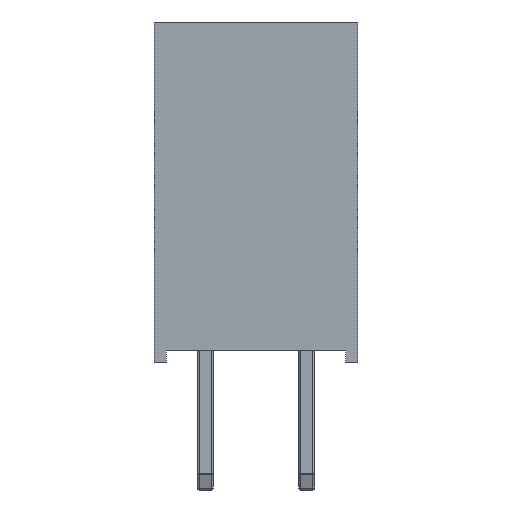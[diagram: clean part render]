
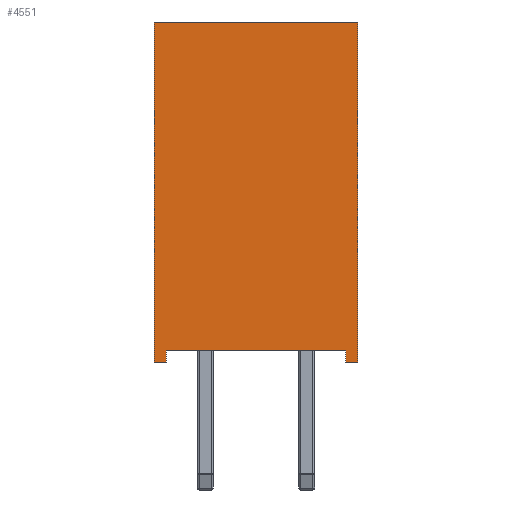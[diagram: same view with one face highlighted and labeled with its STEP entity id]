
A CAD part, left-side view. The second image highlights one B-rep face of the part: STEP entity #4551.
In plain terms, the highlighted planar face has unit normal (-1, 0, 0).
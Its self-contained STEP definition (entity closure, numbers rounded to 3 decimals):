
#578=FACE_OUTER_BOUND('',#868,.T.);
#868=EDGE_LOOP('',(#2928,#2929,#2930,#2931,#2932,#2933,#2934,#2935));
#1190=LINE('',#7076,#1538);
#1191=LINE('',#7079,#1539);
#1193=LINE('',#7083,#1541);
#1194=LINE('',#7085,#1542);
#1195=LINE('',#7087,#1543);
#1196=LINE('',#7089,#1544);
#1197=LINE('',#7091,#1545);
#1198=LINE('',#7092,#1546);
#1538=VECTOR('',#5521,10.);
#1539=VECTOR('',#5524,10.);
#1541=VECTOR('',#5528,10.);
#1542=VECTOR('',#5529,10.);
#1543=VECTOR('',#5530,10.);
#1544=VECTOR('',#5531,10.);
#1545=VECTOR('',#5532,10.);
#1546=VECTOR('',#5533,10.);
#1884=VERTEX_POINT('',#7072);
#1885=VERTEX_POINT('',#7074);
#1886=VERTEX_POINT('',#7078);
#1887=VERTEX_POINT('',#7082);
#1888=VERTEX_POINT('',#7084);
#1889=VERTEX_POINT('',#7086);
#1890=VERTEX_POINT('',#7088);
#1891=VERTEX_POINT('',#7090);
#2262=EDGE_CURVE('',#1884,#1885,#1190,.T.);
#2263=EDGE_CURVE('',#1886,#1884,#1191,.T.);
#2265=EDGE_CURVE('',#1885,#1887,#1193,.T.);
#2266=EDGE_CURVE('',#1887,#1888,#1194,.T.);
#2267=EDGE_CURVE('',#1888,#1889,#1195,.T.);
#2268=EDGE_CURVE('',#1889,#1890,#1196,.T.);
#2269=EDGE_CURVE('',#1891,#1890,#1197,.T.);
#2270=EDGE_CURVE('',#1886,#1891,#1198,.T.);
#2928=ORIENTED_EDGE('',*,*,#2265,.T.);
#2929=ORIENTED_EDGE('',*,*,#2266,.T.);
#2930=ORIENTED_EDGE('',*,*,#2267,.T.);
#2931=ORIENTED_EDGE('',*,*,#2268,.T.);
#2932=ORIENTED_EDGE('',*,*,#2269,.F.);
#2933=ORIENTED_EDGE('',*,*,#2270,.F.);
#2934=ORIENTED_EDGE('',*,*,#2263,.T.);
#2935=ORIENTED_EDGE('',*,*,#2262,.T.);
#4222=PLANE('',#4895);
#4551=ADVANCED_FACE('',(#578),#4222,.T.);
#4895=AXIS2_PLACEMENT_3D('',#7081,#5526,#5527);
#5521=DIRECTION('',(0.,0.,1.));
#5524=DIRECTION('',(0.,-1.,0.));
#5526=DIRECTION('center_axis',(-1.,0.,0.));
#5527=DIRECTION('ref_axis',(0.,-1.,0.));
#5528=DIRECTION('',(0.,-1.,0.));
#5529=DIRECTION('',(0.,0.,-1.));
#5530=DIRECTION('',(0.,-1.,0.));
#5531=DIRECTION('',(0.,0.,1.));
#5532=DIRECTION('',(0.,-1.,0.));
#5533=DIRECTION('',(0.,0.,1.));
#7072=CARTESIAN_POINT('',(-1.27,3.51,0.));
#7074=CARTESIAN_POINT('',(-1.27,3.51,0.3));
#7076=CARTESIAN_POINT('',(-1.27,3.51,0.));
#7078=CARTESIAN_POINT('',(-1.27,3.81,0.));
#7079=CARTESIAN_POINT('',(-1.27,3.81,0.));
#7081=CARTESIAN_POINT('Origin',(-1.27,1.27,0.));
#7082=CARTESIAN_POINT('',(-1.27,-0.97,0.3));
#7083=CARTESIAN_POINT('',(-1.27,1.27,0.3));
#7084=CARTESIAN_POINT('',(-1.27,-0.97,0.));
#7085=CARTESIAN_POINT('',(-1.27,-0.97,0.));
#7086=CARTESIAN_POINT('',(-1.27,-1.27,0.));
#7087=CARTESIAN_POINT('',(-1.27,1.27,0.));
#7088=CARTESIAN_POINT('',(-1.27,-1.27,8.5));
#7089=CARTESIAN_POINT('',(-1.27,-1.27,0.));
#7090=CARTESIAN_POINT('',(-1.27,3.81,8.5));
#7091=CARTESIAN_POINT('',(-1.27,3.81,8.5));
#7092=CARTESIAN_POINT('',(-1.27,3.81,0.));
